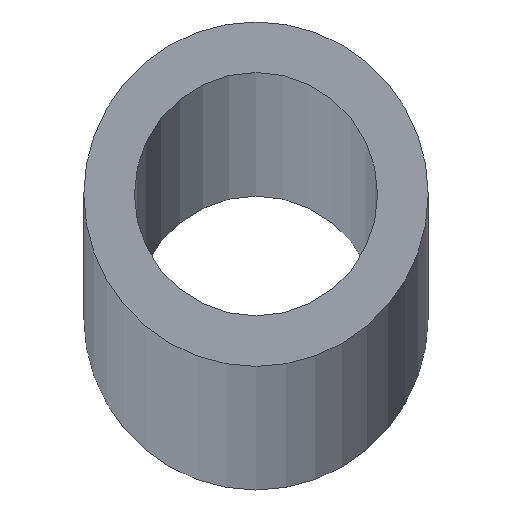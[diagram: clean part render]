
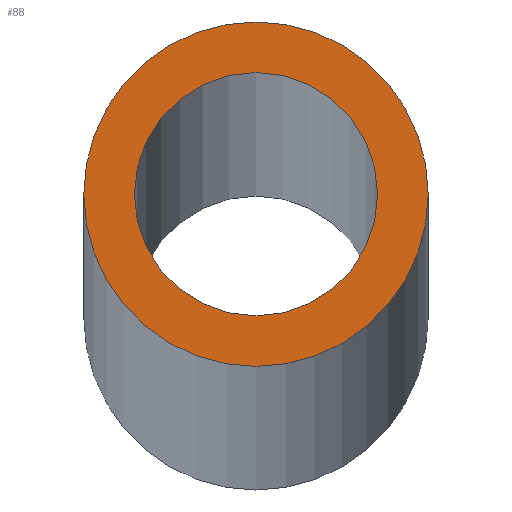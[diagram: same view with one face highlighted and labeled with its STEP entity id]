
A CAD part, top view. The second image highlights one B-rep face of the part: STEP entity #88.
In plain terms, the highlighted planar face has unit normal (0, 0, 1).
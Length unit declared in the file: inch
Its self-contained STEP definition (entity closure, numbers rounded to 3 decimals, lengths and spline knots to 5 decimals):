
#5 = DIRECTION ( 'NONE',  ( 1., 0., 0. ) ) ;
#8 = PLANE ( 'NONE',  #10 ) ;
#10 = AXIS2_PLACEMENT_3D ( 'NONE', #66, #225, #130 ) ;
#11 = EDGE_LOOP ( 'NONE', ( #93, #165 ) ) ;
#16 = EDGE_CURVE ( 'NONE', #150, #25, #68, .T. ) ;
#24 = CIRCLE ( 'NONE', #58, 0.371 ) ;
#25 = VERTEX_POINT ( 'NONE', #155 ) ;
#29 = FACE_OUTER_BOUND ( 'NONE', #11, .T. ) ;
#33 = CARTESIAN_POINT ( 'NONE',  ( 0., 0., 216. ) ) ;
#35 = DIRECTION ( 'NONE',  ( 1., 0., 0. ) ) ;
#43 = ORIENTED_EDGE ( 'NONE', *, *, #152, .F. ) ;
#58 = AXIS2_PLACEMENT_3D ( 'NONE', #33, #100, #120 ) ;
#61 = EDGE_CURVE ( 'NONE', #156, #239, #136, .T. ) ;
#66 = CARTESIAN_POINT ( 'NONE',  ( 0., 0., 216. ) ) ;
#68 = CIRCLE ( 'NONE', #76, 0.371 ) ;
#71 = CARTESIAN_POINT ( 'NONE',  ( 0., 0., 216. ) ) ;
#76 = AXIS2_PLACEMENT_3D ( 'NONE', #204, #182, #5 ) ;
#88 = ADVANCED_FACE ( 'NONE', ( #29, #184 ), #8, .T. ) ;
#93 = ORIENTED_EDGE ( 'NONE', *, *, #61, .T. ) ;
#100 = DIRECTION ( 'NONE',  ( 0., 0., 1. ) ) ;
#105 = CIRCLE ( 'NONE', #243, 0.525 ) ;
#114 = DIRECTION ( 'NONE',  ( 1., 0., 0. ) ) ;
#120 = DIRECTION ( 'NONE',  ( 1., 0., 0. ) ) ;
#130 = DIRECTION ( 'NONE',  ( 1., 0., 0. ) ) ;
#131 = AXIS2_PLACEMENT_3D ( 'NONE', #71, #207, #114 ) ;
#134 = CARTESIAN_POINT ( 'NONE',  ( 0.371, 0., 216. ) ) ;
#136 = CIRCLE ( 'NONE', #131, 0.525 ) ;
#137 = CARTESIAN_POINT ( 'NONE',  ( 0.525, 0., 216. ) ) ;
#141 = CARTESIAN_POINT ( 'NONE',  ( 0., 0., 216. ) ) ;
#142 = DIRECTION ( 'NONE',  ( 0., 0., 1. ) ) ;
#150 = VERTEX_POINT ( 'NONE', #134 ) ;
#152 = EDGE_CURVE ( 'NONE', #25, #150, #24, .T. ) ;
#155 = CARTESIAN_POINT ( 'NONE',  ( -0.371, 0., 216. ) ) ;
#156 = VERTEX_POINT ( 'NONE', #157 ) ;
#157 = CARTESIAN_POINT ( 'NONE',  ( -0.525, 0., 216. ) ) ;
#165 = ORIENTED_EDGE ( 'NONE', *, *, #233, .T. ) ;
#170 = ORIENTED_EDGE ( 'NONE', *, *, #16, .F. ) ;
#182 = DIRECTION ( 'NONE',  ( 0., 0., 1. ) ) ;
#184 = FACE_BOUND ( 'NONE', #218, .T. ) ;
#204 = CARTESIAN_POINT ( 'NONE',  ( 0., 0., 216. ) ) ;
#207 = DIRECTION ( 'NONE',  ( 0., 0., 1. ) ) ;
#218 = EDGE_LOOP ( 'NONE', ( #43, #170 ) ) ;
#225 = DIRECTION ( 'NONE',  ( 0., 0., 1. ) ) ;
#233 = EDGE_CURVE ( 'NONE', #239, #156, #105, .T. ) ;
#239 = VERTEX_POINT ( 'NONE', #137 ) ;
#243 = AXIS2_PLACEMENT_3D ( 'NONE', #141, #142, #35 ) ;
